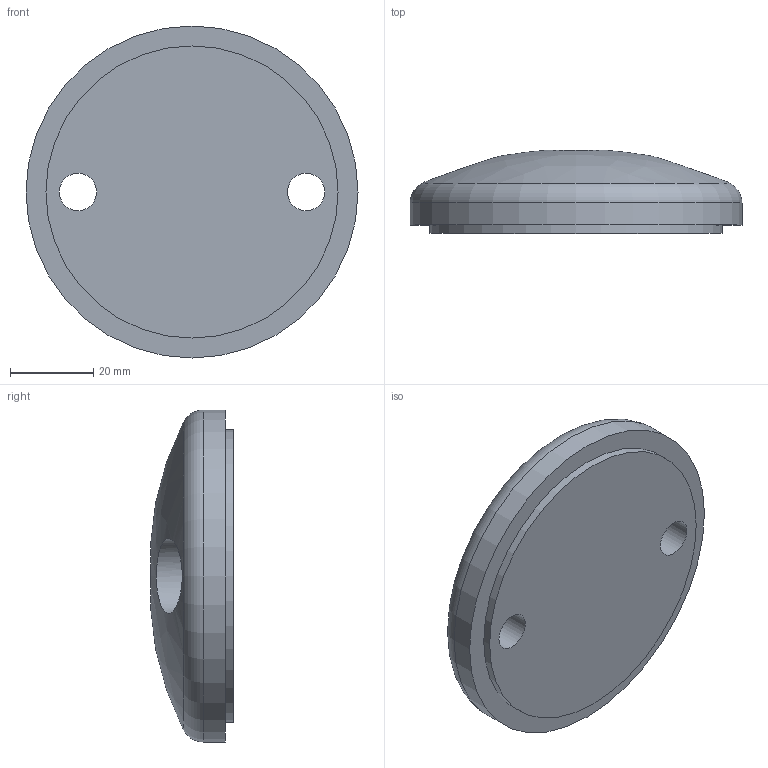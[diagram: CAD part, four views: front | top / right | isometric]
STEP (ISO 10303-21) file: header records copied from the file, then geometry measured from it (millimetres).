
FILE_DESCRIPTION( ( 'STEP AP214' ), '1' );
FILE_NAME( 'K0416.40801.stp', '2020-12-07T14:34:11', ( '' ), ( '' ), ' ', 'PARTsolutions', ' ' );
FILE_SCHEMA( ( 'AUTOMOTIVE_DESIGN { 1 0 10303 214 1 1 1 1 }' ) );
Length unit declared in the file: millimetre
Products named in the file (1): _K0416.40801
Bounding box: 80 x 19.98 x 80 mm (x, y, z)
Volume: 71229.7 mm3; surface area: 13908.1 mm2
Topology: 1 solids, 1 shells, 14 faces, 30 edges, 20 vertices
Faces by surface type: cylinder 7, plane 4, sphere 1, torus 1, bspline 1
Full cylindrical faces by diameter (mm): 9 x2, 15 x1, 18 x2, 70.4 x1, 80 x1
Entity records: 632 total; most frequent: CARTESIAN_POINT 254, DIRECTION 54, EDGE_LOOP 30, ORIENTED_EDGE 30, AXIS2_PLACEMENT_3D 27, FACE_OUTER_BOUND 23, VERTEX_POINT 16, EDGE_CURVE 15
